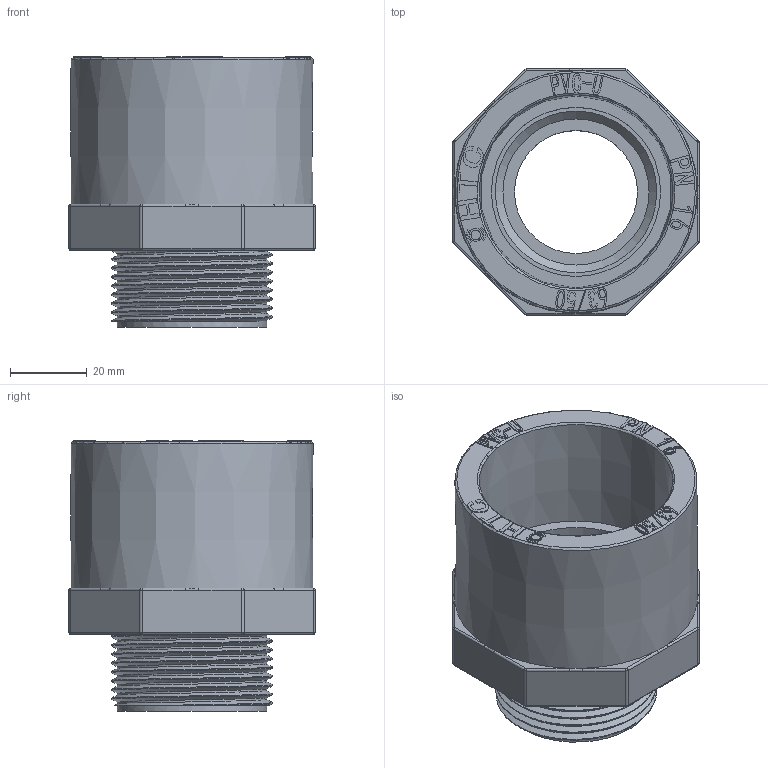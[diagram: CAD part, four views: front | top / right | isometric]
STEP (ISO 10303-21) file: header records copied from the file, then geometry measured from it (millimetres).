
FILE_DESCRIPTION(/* description */ (''),/* implementation_level */ '2;1');
FILE_NAME(/* name */ '50-63X1-1÷4内外插外螺纹变接头.stp',/* time_stamp */ '2024-04-10T09:11:52+08:00',/* author */ (''),/* organization */ (''),/* preprocessor_version */ 'ST-DEVELOPER v16',/* originating_system */ 'SIEMENS PLM Software NX 10.0',/* authorisation */ '');
FILE_SCHEMA (('AUTOMOTIVE_DESIGN { 1 0 10303 214 3 1 1 1 }'));
Length unit declared in the file: millimetre
Products named in the file (1): gelv14787A63p9me
Bounding box: 64 x 64 x 70.3 mm (x, y, z)
Volume: 82752.6 mm3; surface area: 28896.6 mm2
Topology: 1 solids, 1 shells, 844 faces, 2387 edges, 1573 vertices
Faces by surface type: plane 752, cylinder 51, bspline 26, extrusion 9, cone 3, torus 3
Full cylindrical faces by diameter (mm): 2.515 x1, 3.353 x1, 32 x1, 38 x1, 38.952 x8, 44 x1
Entity records: 31858 total; most frequent: CARTESIAN_POINT 13102, ORIENTED_EDGE 4688, DIRECTION 2656, EDGE_CURVE 2344, VERTEX_POINT 1550, B_SPLINE_CURVE_WITH_KNOTS 1439, AXIS2_PLACEMENT_3D 931, EDGE_LOOP 878
